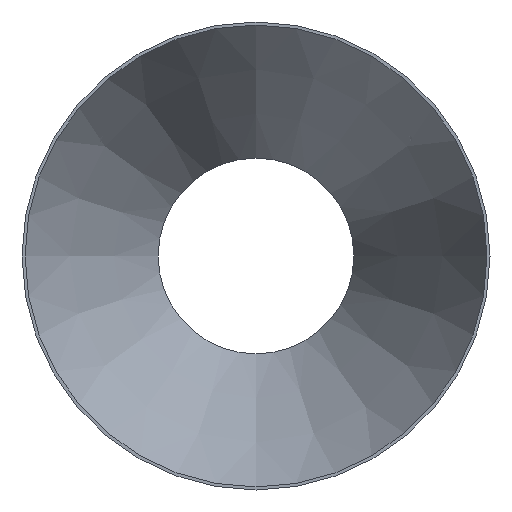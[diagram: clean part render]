
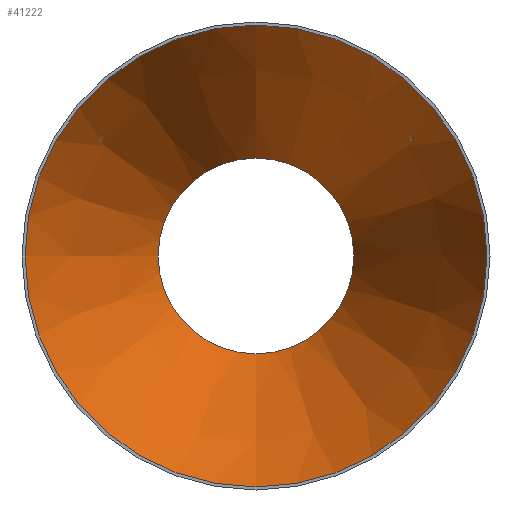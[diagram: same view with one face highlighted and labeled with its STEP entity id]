
A CAD part, front view. The second image highlights one B-rep face of the part: STEP entity #41222.
In plain terms, the highlighted conical face has half-angle 25.711 degrees and reference radius 250.67 mm.
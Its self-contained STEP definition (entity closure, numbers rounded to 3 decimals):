
#370 = AXIS2_PLACEMENT_3D ( 'NONE', #22173, #22815, #17896 ) ;
#5599 = DIRECTION ( 'NONE',  ( 0., -1., 0. ) ) ;
#6019 = CIRCLE ( 'NONE', #44641, 250.67 ) ;
#10768 = VERTEX_POINT ( 'NONE', #41130 ) ;
#12005 = EDGE_LOOP ( 'NONE', ( #30014 ) ) ;
#17896 = DIRECTION ( 'NONE',  ( 0., 0., -1. ) ) ;
#21231 = CARTESIAN_POINT ( 'NONE',  ( 0., 300., -106.22 ) ) ;
#22173 = CARTESIAN_POINT ( 'NONE',  ( 0., 0., 0. ) ) ;
#22815 = DIRECTION ( 'NONE',  ( 0., -1., 0. ) ) ;
#29086 = ORIENTED_EDGE ( 'NONE', *, *, #50344, .F. ) ;
#29170 = AXIS2_PLACEMENT_3D ( 'NONE', #63989, #39220, #59120 ) ;
#30014 = ORIENTED_EDGE ( 'NONE', *, *, #35300, .T. ) ;
#34807 = CONICAL_SURFACE ( 'NONE', #370, 250.67, 0.449 ) ;
#35300 = EDGE_CURVE ( 'NONE', #10768, #10768, #6019, .T. ) ;
#39157 = EDGE_LOOP ( 'NONE', ( #29086 ) ) ;
#39220 = DIRECTION ( 'NONE',  ( 0., -1., 0. ) ) ;
#41130 = CARTESIAN_POINT ( 'NONE',  ( 0., 0., -250.67 ) ) ;
#41222 = ADVANCED_FACE ( 'NONE', ( #52514, #47604 ), #34807, .F. ) ;
#44641 = AXIS2_PLACEMENT_3D ( 'NONE', #52543, #5599, #45466 ) ;
#45466 = DIRECTION ( 'NONE',  ( 0., 0., -1. ) ) ;
#47604 = FACE_OUTER_BOUND ( 'NONE', #12005, .T. ) ;
#50272 = VERTEX_POINT ( 'NONE', #21231 ) ;
#50344 = EDGE_CURVE ( 'NONE', #50272, #50272, #51041, .T. ) ;
#51041 = CIRCLE ( 'NONE', #29170, 106.22 ) ;
#52514 = FACE_BOUND ( 'NONE', #39157, .T. ) ;
#52543 = CARTESIAN_POINT ( 'NONE',  ( 0., 0., 0. ) ) ;
#59120 = DIRECTION ( 'NONE',  ( 0., 0., -1. ) ) ;
#63989 = CARTESIAN_POINT ( 'NONE',  ( 0., 300., 0. ) ) ;
